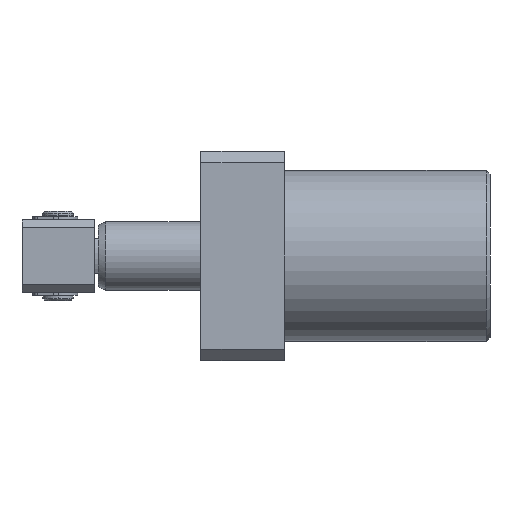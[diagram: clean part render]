
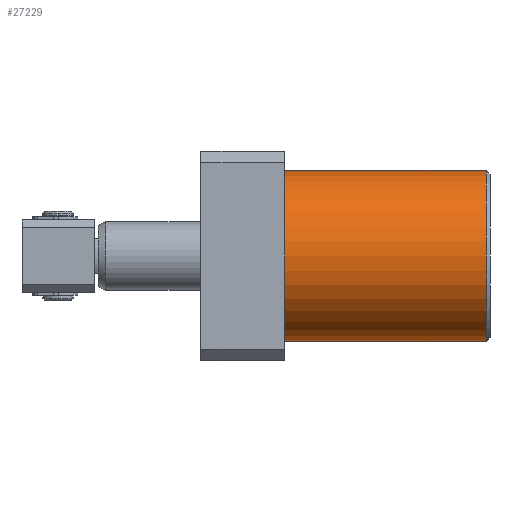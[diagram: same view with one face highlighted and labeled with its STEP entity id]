
A CAD part, left-side view. The second image highlights one B-rep face of the part: STEP entity #27229.
In plain terms, the highlighted cylindrical face has radius 22.5 mm (diameter 45 mm), a partial arc.
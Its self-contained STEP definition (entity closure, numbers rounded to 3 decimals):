
#2452 = CIRCLE ( 'NONE', #24293, 22.5 ) ;
#2535 = VERTEX_POINT ( 'NONE', #28295 ) ;
#3606 = CARTESIAN_POINT ( 'NONE',  ( 0., 0., 0. ) ) ;
#3707 = DIRECTION ( 'NONE',  ( 0., -1., 0. ) ) ;
#3841 = VECTOR ( 'NONE', #20855, 1000. ) ;
#4234 = VECTOR ( 'NONE', #27478, 1000. ) ;
#4625 = LINE ( 'NONE', #18118, #3841 ) ;
#5319 = CYLINDRICAL_SURFACE ( 'NONE', #30767, 22.5 ) ;
#5765 = EDGE_CURVE ( 'NONE', #22582, #8388, #4625, .T. ) ;
#7536 = CARTESIAN_POINT ( 'NONE',  ( 0., 0., 22.5 ) ) ;
#8141 = CARTESIAN_POINT ( 'NONE',  ( 0., 0., 22.5 ) ) ;
#8388 = VERTEX_POINT ( 'NONE', #22284 ) ;
#11123 = DIRECTION ( 'NONE',  ( 0., -1., 0. ) ) ;
#11704 = CARTESIAN_POINT ( 'NONE',  ( 0., 0., -22.5 ) ) ;
#16002 = CIRCLE ( 'NONE', #29915, 22.5 ) ;
#16267 = ORIENTED_EDGE ( 'NONE', *, *, #22008, .T. ) ;
#17201 = CARTESIAN_POINT ( 'NONE',  ( 0., -53., 0. ) ) ;
#18118 = CARTESIAN_POINT ( 'NONE',  ( 0., 0., -22.5 ) ) ;
#18560 = DIRECTION ( 'NONE',  ( 0., 0., -1. ) ) ;
#18727 = EDGE_LOOP ( 'NONE', ( #22901, #27287, #30009, #16267 ) ) ;
#19728 = DIRECTION ( 'NONE',  ( 0., 0., -1. ) ) ;
#20855 = DIRECTION ( 'NONE',  ( 0., -1., 0. ) ) ;
#21099 = DIRECTION ( 'NONE',  ( 0., 0., -1. ) ) ;
#21349 = FACE_OUTER_BOUND ( 'NONE', #18727, .T. ) ;
#22008 = EDGE_CURVE ( 'NONE', #8388, #2535, #16002, .T. ) ;
#22284 = CARTESIAN_POINT ( 'NONE',  ( 0., -53., -22.5 ) ) ;
#22582 = VERTEX_POINT ( 'NONE', #11704 ) ;
#22787 = EDGE_CURVE ( 'NONE', #27734, #2535, #26591, .T. ) ;
#22901 = ORIENTED_EDGE ( 'NONE', *, *, #22787, .F. ) ;
#24293 = AXIS2_PLACEMENT_3D ( 'NONE', #3606, #3707, #21099 ) ;
#26591 = LINE ( 'NONE', #7536, #4234 ) ;
#26891 = DIRECTION ( 'NONE',  ( 0., 1., 0. ) ) ;
#27229 = ADVANCED_FACE ( 'NONE', ( #21349 ), #5319, .T. ) ;
#27287 = ORIENTED_EDGE ( 'NONE', *, *, #30962, .T. ) ;
#27478 = DIRECTION ( 'NONE',  ( 0., -1., 0. ) ) ;
#27734 = VERTEX_POINT ( 'NONE', #8141 ) ;
#28295 = CARTESIAN_POINT ( 'NONE',  ( 0., -53., 22.5 ) ) ;
#29915 = AXIS2_PLACEMENT_3D ( 'NONE', #17201, #26891, #19728 ) ;
#30009 = ORIENTED_EDGE ( 'NONE', *, *, #5765, .T. ) ;
#30767 = AXIS2_PLACEMENT_3D ( 'NONE', #31269, #11123, #18560 ) ;
#30962 = EDGE_CURVE ( 'NONE', #27734, #22582, #2452, .T. ) ;
#31269 = CARTESIAN_POINT ( 'NONE',  ( 0., 0., 0. ) ) ;
